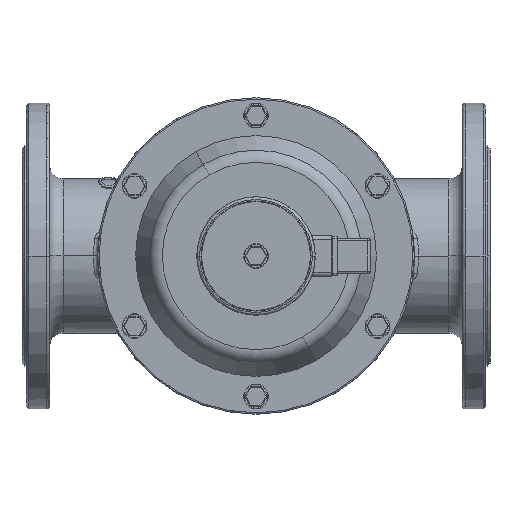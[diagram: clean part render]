
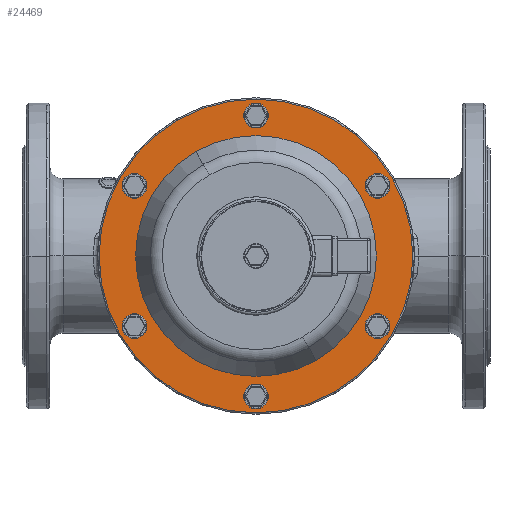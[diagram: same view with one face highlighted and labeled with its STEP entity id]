
A CAD part, front view. The second image highlights one B-rep face of the part: STEP entity #24469.
In plain terms, the highlighted planar face has unit normal (0, -1, 0).
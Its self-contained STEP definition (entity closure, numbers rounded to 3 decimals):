
#511=CARTESIAN_POINT('',(0.,-96.5,0.));
#512=DIRECTION('',(0.,1.,0.));
#513=DIRECTION('',(-0.496,0.,0.868));
#514=AXIS2_PLACEMENT_3D('',#511,#512,#513);
#516=CARTESIAN_POINT('',(0.,-96.5,0.));
#517=DIRECTION('',(0.,1.,0.));
#518=DIRECTION('',(0.496,0.,-0.868));
#519=AXIS2_PLACEMENT_3D('',#516,#517,#518);
#521=CARTESIAN_POINT('',(0.,-96.5,-102.));
#522=DIRECTION('',(0.,-1.,0.));
#523=DIRECTION('',(0.5,0.,-0.866));
#524=AXIS2_PLACEMENT_3D('',#521,#522,#523);
#526=CARTESIAN_POINT('',(0.,-96.5,-102.));
#527=DIRECTION('',(0.,-1.,0.));
#528=DIRECTION('',(-0.5,0.,0.866));
#529=AXIS2_PLACEMENT_3D('',#526,#527,#528);
#531=CARTESIAN_POINT('',(-88.335,-96.5,-51.));
#532=DIRECTION('',(0.,-1.,0.));
#533=DIRECTION('',(0.5,0.,-0.866));
#534=AXIS2_PLACEMENT_3D('',#531,#532,#533);
#536=CARTESIAN_POINT('',(-88.335,-96.5,-51.));
#537=DIRECTION('',(0.,-1.,0.));
#538=DIRECTION('',(-0.5,0.,0.866));
#539=AXIS2_PLACEMENT_3D('',#536,#537,#538);
#541=CARTESIAN_POINT('',(-88.335,-96.5,51.));
#542=DIRECTION('',(0.,-1.,0.));
#543=DIRECTION('',(0.5,0.,-0.866));
#544=AXIS2_PLACEMENT_3D('',#541,#542,#543);
#546=CARTESIAN_POINT('',(-88.335,-96.5,51.));
#547=DIRECTION('',(0.,-1.,0.));
#548=DIRECTION('',(-0.5,0.,0.866));
#549=AXIS2_PLACEMENT_3D('',#546,#547,#548);
#551=CARTESIAN_POINT('',(0.,-96.5,102.));
#552=DIRECTION('',(0.,-1.,0.));
#553=DIRECTION('',(0.5,0.,-0.866));
#554=AXIS2_PLACEMENT_3D('',#551,#552,#553);
#556=CARTESIAN_POINT('',(0.,-96.5,102.));
#557=DIRECTION('',(0.,-1.,0.));
#558=DIRECTION('',(-0.5,0.,0.866));
#559=AXIS2_PLACEMENT_3D('',#556,#557,#558);
#561=CARTESIAN_POINT('',(88.335,-96.5,51.));
#562=DIRECTION('',(0.,-1.,0.));
#563=DIRECTION('',(0.5,0.,-0.866));
#564=AXIS2_PLACEMENT_3D('',#561,#562,#563);
#566=CARTESIAN_POINT('',(88.335,-96.5,51.));
#567=DIRECTION('',(0.,-1.,0.));
#568=DIRECTION('',(-0.5,0.,0.866));
#569=AXIS2_PLACEMENT_3D('',#566,#567,#568);
#571=CARTESIAN_POINT('',(0.,-96.5,0.));
#572=DIRECTION('',(0.,-1.,0.));
#573=DIRECTION('',(-0.5,0.,0.866));
#574=AXIS2_PLACEMENT_3D('',#571,#572,#573);
#576=CARTESIAN_POINT('',(0.,-96.5,0.));
#577=DIRECTION('',(0.,-1.,0.));
#578=DIRECTION('',(0.5,0.,-0.866));
#579=AXIS2_PLACEMENT_3D('',#576,#577,#578);
#581=CARTESIAN_POINT('',(88.335,-96.5,-51.));
#582=DIRECTION('',(0.,-1.,0.));
#583=DIRECTION('',(0.5,0.,-0.866));
#584=AXIS2_PLACEMENT_3D('',#581,#582,#583);
#586=CARTESIAN_POINT('',(88.335,-96.5,-51.));
#587=DIRECTION('',(0.,-1.,0.));
#588=DIRECTION('',(-0.5,0.,0.866));
#589=AXIS2_PLACEMENT_3D('',#586,#587,#588);
#591=CARTESIAN_POINT('',(0.,-96.5,0.));
#592=DIRECTION('',(0.,-1.,0.));
#593=DIRECTION('',(-0.496,0.,0.868));
#594=AXIS2_PLACEMENT_3D('',#591,#592,#593);
#611=CARTESIAN_POINT('',(0.,-96.5,0.));
#612=DIRECTION('',(0.,-1.,0.));
#613=DIRECTION('',(0.496,0.,-0.868));
#614=AXIS2_PLACEMENT_3D('',#611,#612,#613);
#20219=CARTESIAN_POINT('',(-43.75,-96.5,75.777));
#20220=VERTEX_POINT('',#20219);
#20221=CARTESIAN_POINT('',(43.75,-96.5,-75.777));
#20222=VERTEX_POINT('',#20221);
#20223=CARTESIAN_POINT('',(-56.572,-96.5,98.972));
#20224=CARTESIAN_POINT('',(-57.,-96.5,98.727));
#20225=VERTEX_POINT('',#20223);
#20226=VERTEX_POINT('',#20224);
#20227=CARTESIAN_POINT('',(57.,-96.5,-98.727));
#20228=VERTEX_POINT('',#20227);
#20229=CARTESIAN_POINT('',(56.573,-96.5,-98.972));
#20230=VERTEX_POINT('',#20229);
#20231=CARTESIAN_POINT('',(2.75,-96.5,-106.763));
#20232=CARTESIAN_POINT('',(-2.75,-96.5,-97.237));
#20233=VERTEX_POINT('',#20231);
#20234=VERTEX_POINT('',#20232);
#20235=CARTESIAN_POINT('',(-85.585,-96.5,-55.763));
#20236=CARTESIAN_POINT('',(-91.085,-96.5,-46.237));
#20237=VERTEX_POINT('',#20235);
#20238=VERTEX_POINT('',#20236);
#20239=CARTESIAN_POINT('',(-85.585,-96.5,46.237));
#20240=CARTESIAN_POINT('',(-91.085,-96.5,55.763));
#20241=VERTEX_POINT('',#20239);
#20242=VERTEX_POINT('',#20240);
#20243=CARTESIAN_POINT('',(2.75,-96.5,97.237));
#20244=CARTESIAN_POINT('',(-2.75,-96.5,106.763));
#20245=VERTEX_POINT('',#20243);
#20246=VERTEX_POINT('',#20244);
#20247=CARTESIAN_POINT('',(91.085,-96.5,46.237));
#20248=CARTESIAN_POINT('',(85.585,-96.5,55.763));
#20249=VERTEX_POINT('',#20247);
#20250=VERTEX_POINT('',#20248);
#20251=CARTESIAN_POINT('',(91.085,-96.5,-55.763));
#20252=CARTESIAN_POINT('',(85.585,-96.5,-46.237));
#20253=VERTEX_POINT('',#20251);
#20254=VERTEX_POINT('',#20252);
#24414=CARTESIAN_POINT('',(0.,-96.5,0.));
#24415=DIRECTION('',(0.,1.,0.));
#24416=DIRECTION('',(-0.5,0.,0.866));
#24417=AXIS2_PLACEMENT_3D('',#24414,#24415,#24416);
#24418=PLANE('',#24417);
#24420=ORIENTED_EDGE('',*,*,#24419,.F.);
#24422=ORIENTED_EDGE('',*,*,#24421,.T.);
#24424=ORIENTED_EDGE('',*,*,#24423,.F.);
#24426=ORIENTED_EDGE('',*,*,#24425,.T.);
#24427=EDGE_LOOP('',(#24420,#24422,#24424,#24426));
#24428=FACE_OUTER_BOUND('',#24427,.F.);
#24430=ORIENTED_EDGE('',*,*,#24429,.T.);
#24432=ORIENTED_EDGE('',*,*,#24431,.T.);
#24433=EDGE_LOOP('',(#24430,#24432));
#24434=FACE_BOUND('',#24433,.F.);
#24436=ORIENTED_EDGE('',*,*,#24435,.T.);
#24438=ORIENTED_EDGE('',*,*,#24437,.T.);
#24439=EDGE_LOOP('',(#24436,#24438));
#24440=FACE_BOUND('',#24439,.F.);
#24442=ORIENTED_EDGE('',*,*,#24441,.T.);
#24444=ORIENTED_EDGE('',*,*,#24443,.T.);
#24445=EDGE_LOOP('',(#24442,#24444));
#24446=FACE_BOUND('',#24445,.F.);
#24448=ORIENTED_EDGE('',*,*,#24447,.T.);
#24450=ORIENTED_EDGE('',*,*,#24449,.T.);
#24451=EDGE_LOOP('',(#24448,#24450));
#24452=FACE_BOUND('',#24451,.F.);
#24454=ORIENTED_EDGE('',*,*,#24453,.T.);
#24456=ORIENTED_EDGE('',*,*,#24455,.T.);
#24457=EDGE_LOOP('',(#24454,#24456));
#24458=FACE_BOUND('',#24457,.F.);
#24459=ORIENTED_EDGE('',*,*,#24408,.T.);
#24460=ORIENTED_EDGE('',*,*,#24393,.T.);
#24461=EDGE_LOOP('',(#24459,#24460));
#24462=FACE_BOUND('',#24461,.F.);
#24464=ORIENTED_EDGE('',*,*,#24463,.T.);
#24466=ORIENTED_EDGE('',*,*,#24465,.T.);
#24467=EDGE_LOOP('',(#24464,#24466));
#24468=FACE_BOUND('',#24467,.F.);
#515=CIRCLE('',#514,114.);
#520=CIRCLE('',#519,114.);
#525=CIRCLE('',#524,5.5);
#530=CIRCLE('',#529,5.5);
#535=CIRCLE('',#534,5.5);
#540=CIRCLE('',#539,5.5);
#545=CIRCLE('',#544,5.5);
#550=CIRCLE('',#549,5.5);
#555=CIRCLE('',#554,5.5);
#560=CIRCLE('',#559,5.5);
#565=CIRCLE('',#564,5.5);
#570=CIRCLE('',#569,5.5);
#575=CIRCLE('',#574,87.5);
#580=CIRCLE('',#579,87.5);
#585=CIRCLE('',#584,5.5);
#590=CIRCLE('',#589,5.5);
#595=CIRCLE('',#594,114.);
#615=CIRCLE('',#614,114.);
#24393=EDGE_CURVE('',#20222,#20220,#580,.T.);
#24408=EDGE_CURVE('',#20220,#20222,#575,.T.);
#24419=EDGE_CURVE('',#20225,#20226,#595,.T.);
#24421=EDGE_CURVE('',#20225,#20228,#515,.T.);
#24423=EDGE_CURVE('',#20230,#20228,#615,.T.);
#24425=EDGE_CURVE('',#20230,#20226,#520,.T.);
#24429=EDGE_CURVE('',#20233,#20234,#525,.T.);
#24431=EDGE_CURVE('',#20234,#20233,#530,.T.);
#24435=EDGE_CURVE('',#20237,#20238,#535,.T.);
#24437=EDGE_CURVE('',#20238,#20237,#540,.T.);
#24441=EDGE_CURVE('',#20241,#20242,#545,.T.);
#24443=EDGE_CURVE('',#20242,#20241,#550,.T.);
#24447=EDGE_CURVE('',#20245,#20246,#555,.T.);
#24449=EDGE_CURVE('',#20246,#20245,#560,.T.);
#24453=EDGE_CURVE('',#20249,#20250,#565,.T.);
#24455=EDGE_CURVE('',#20250,#20249,#570,.T.);
#24463=EDGE_CURVE('',#20253,#20254,#585,.T.);
#24465=EDGE_CURVE('',#20254,#20253,#590,.T.);
#24469=ADVANCED_FACE('',(#24428,#24434,#24440,#24446,#24452,#24458,#24462,
#24468),#24418,.F.);
